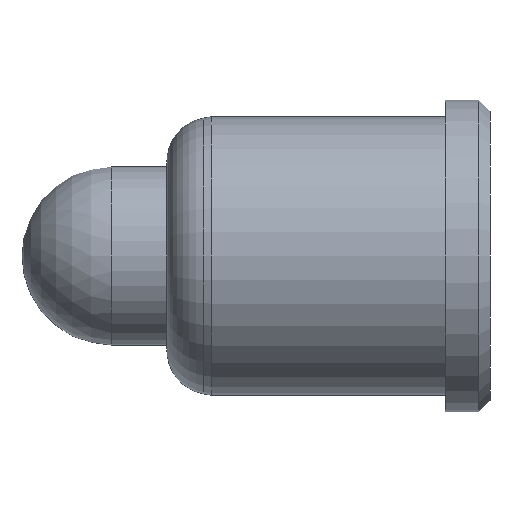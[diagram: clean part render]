
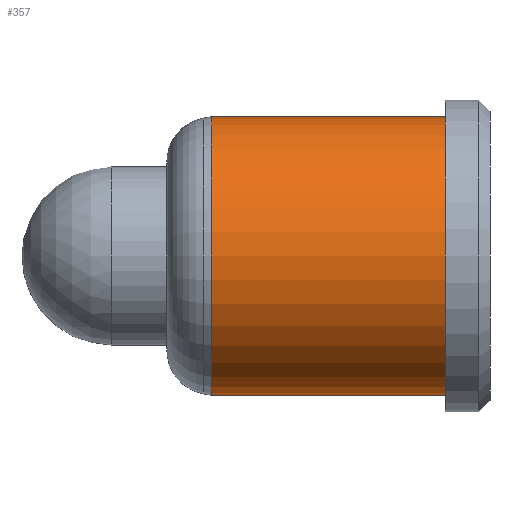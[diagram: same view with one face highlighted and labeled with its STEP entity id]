
A CAD part, front view. The second image highlights one B-rep face of the part: STEP entity #357.
In plain terms, the highlighted cylindrical face has radius 0.625 mm (diameter 1.25 mm), a partial arc.
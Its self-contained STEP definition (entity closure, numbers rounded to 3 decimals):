
#2 = CARTESIAN_POINT ( 'NONE',  ( -0.148, 0., 0. ) ) ;
#14 = CARTESIAN_POINT ( 'NONE',  ( 0.848, 0., 0.625 ) ) ;
#33 = DIRECTION ( 'NONE',  ( -1., 0., 0. ) ) ;
#47 = ORIENTED_EDGE ( 'NONE', *, *, #316, .T. ) ;
#49 = CIRCLE ( 'NONE', #146, 0.625 ) ;
#54 = CARTESIAN_POINT ( 'NONE',  ( -0.148, 0., 0.625 ) ) ;
#58 = VECTOR ( 'NONE', #199, 1000. ) ;
#71 = VERTEX_POINT ( 'NONE', #14 ) ;
#73 = VERTEX_POINT ( 'NONE', #399 ) ;
#105 = CYLINDRICAL_SURFACE ( 'NONE', #411, 0.625 ) ;
#124 = LINE ( 'NONE', #442, #348 ) ;
#146 = AXIS2_PLACEMENT_3D ( 'NONE', #274, #415, #277 ) ;
#162 = LINE ( 'NONE', #54, #58 ) ;
#174 = DIRECTION ( 'NONE',  ( -1., 0., 0. ) ) ;
#199 = DIRECTION ( 'NONE',  ( -1., 0., 0. ) ) ;
#208 = CARTESIAN_POINT ( 'NONE',  ( 0.848, 0., -0.625 ) ) ;
#213 = FACE_OUTER_BOUND ( 'NONE', #267, .T. ) ;
#230 = CARTESIAN_POINT ( 'NONE',  ( 1.9, 0., 0.625 ) ) ;
#254 = EDGE_CURVE ( 'NONE', #73, #361, #124, .T. ) ;
#267 = EDGE_LOOP ( 'NONE', ( #301, #424, #47, #388 ) ) ;
#274 = CARTESIAN_POINT ( 'NONE',  ( 1.9, 0., 0. ) ) ;
#277 = DIRECTION ( 'NONE',  ( 0., 0., 1. ) ) ;
#279 = DIRECTION ( 'NONE',  ( 0., 0., 1. ) ) ;
#280 = AXIS2_PLACEMENT_3D ( 'NONE', #350, #33, #379 ) ;
#292 = VERTEX_POINT ( 'NONE', #230 ) ;
#301 = ORIENTED_EDGE ( 'NONE', *, *, #254, .F. ) ;
#310 = CIRCLE ( 'NONE', #280, 0.625 ) ;
#316 = EDGE_CURVE ( 'NONE', #292, #71, #162, .T. ) ;
#334 = DIRECTION ( 'NONE',  ( -1., 0., 0. ) ) ;
#348 = VECTOR ( 'NONE', #334, 1000. ) ;
#350 = CARTESIAN_POINT ( 'NONE',  ( 0.848, 0., 0. ) ) ;
#357 = ADVANCED_FACE ( 'NONE', ( #213 ), #105, .T. ) ;
#361 = VERTEX_POINT ( 'NONE', #208 ) ;
#379 = DIRECTION ( 'NONE',  ( 0., 0., 1. ) ) ;
#388 = ORIENTED_EDGE ( 'NONE', *, *, #430, .F. ) ;
#399 = CARTESIAN_POINT ( 'NONE',  ( 1.9, 0., -0.625 ) ) ;
#411 = AXIS2_PLACEMENT_3D ( 'NONE', #2, #174, #279 ) ;
#415 = DIRECTION ( 'NONE',  ( -1., 0., 0. ) ) ;
#422 = EDGE_CURVE ( 'NONE', #73, #292, #49, .T. ) ;
#424 = ORIENTED_EDGE ( 'NONE', *, *, #422, .T. ) ;
#430 = EDGE_CURVE ( 'NONE', #361, #71, #310, .T. ) ;
#442 = CARTESIAN_POINT ( 'NONE',  ( -0.148, 0., -0.625 ) ) ;
